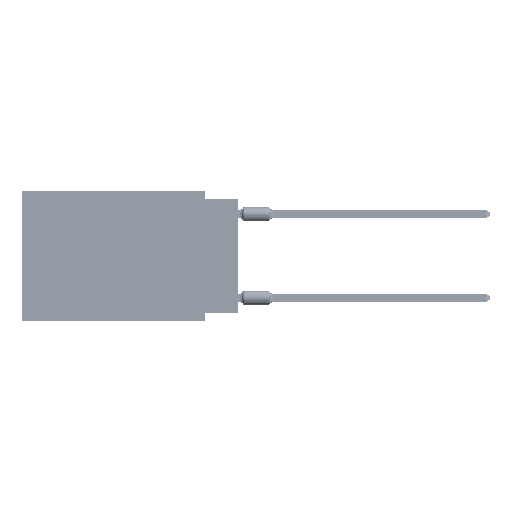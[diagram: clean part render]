
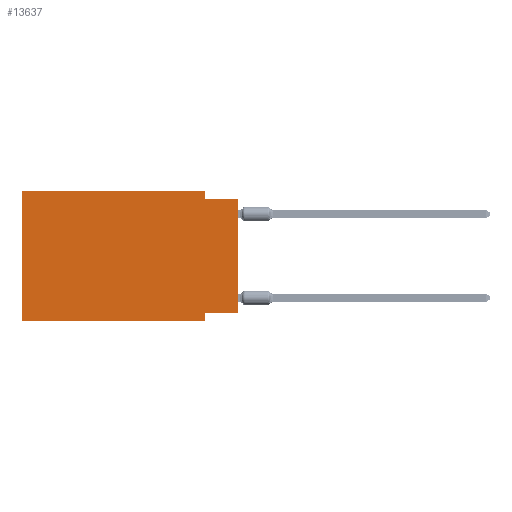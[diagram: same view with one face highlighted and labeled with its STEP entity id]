
A CAD part, left-side view. The second image highlights one B-rep face of the part: STEP entity #13637.
In plain terms, the highlighted planar face has unit normal (-1, 0, 0).
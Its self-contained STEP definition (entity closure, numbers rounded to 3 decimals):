
#888 = VERTEX_POINT ( 'NONE', #38933 ) ;
#1142 = CARTESIAN_POINT ( 'NONE',  ( 0., 16.383, 0. ) ) ;
#1329 = CARTESIAN_POINT ( 'NONE',  ( 0., 16.383, 0. ) ) ;
#1490 = VERTEX_POINT ( 'NONE', #2529 ) ;
#2379 = EDGE_CURVE ( 'NONE', #2704, #25604, #60039, .T. ) ;
#2529 = CARTESIAN_POINT ( 'NONE',  ( 0., 0., -0.635 ) ) ;
#2704 = VERTEX_POINT ( 'NONE', #1142 ) ;
#5839 = ORIENTED_EDGE ( 'NONE', *, *, #45865, .F. ) ;
#5921 = VERTEX_POINT ( 'NONE', #36378 ) ;
#7859 = DIRECTION ( 'NONE',  ( 0., 1., 0. ) ) ;
#7867 = PLANE ( 'NONE',  #28489 ) ;
#8706 = ORIENTED_EDGE ( 'NONE', *, *, #20039, .F. ) ;
#9159 = EDGE_CURVE ( 'NONE', #5921, #1490, #64852, .T. ) ;
#9718 = CARTESIAN_POINT ( 'NONE',  ( 0., 2.54, 0. ) ) ;
#11825 = VERTEX_POINT ( 'NONE', #29517 ) ;
#12606 = LINE ( 'NONE', #59894, #69107 ) ;
#13305 = ORIENTED_EDGE ( 'NONE', *, *, #37490, .F. ) ;
#13547 = DIRECTION ( 'NONE',  ( 0., -1., 0. ) ) ;
#13637 = ADVANCED_FACE ( 'NONE', ( #42125 ), #7867, .F. ) ;
#17557 = DIRECTION ( 'NONE',  ( 0., 0., 1. ) ) ;
#18392 = VECTOR ( 'NONE', #56644, 1000. ) ;
#18905 = CARTESIAN_POINT ( 'NONE',  ( 0., 16.383, 0. ) ) ;
#19293 = CARTESIAN_POINT ( 'NONE',  ( 0., 16.383, -9.906 ) ) ;
#20039 = EDGE_CURVE ( 'NONE', #66662, #1490, #25088, .T. ) ;
#24181 = EDGE_LOOP ( 'NONE', ( #75238, #8706, #71130, #55528, #5839, #42600, #13305, #25970 ) ) ;
#24605 = EDGE_CURVE ( 'NONE', #5921, #11825, #60535, .T. ) ;
#25088 = LINE ( 'NONE', #54319, #64610 ) ;
#25604 = VERTEX_POINT ( 'NONE', #33309 ) ;
#25742 = VECTOR ( 'NONE', #7859, 1000. ) ;
#25970 = ORIENTED_EDGE ( 'NONE', *, *, #24605, .F. ) ;
#26204 = DIRECTION ( 'NONE',  ( 0., -1., 0. ) ) ;
#28489 = AXIS2_PLACEMENT_3D ( 'NONE', #1329, #72091, #36732 ) ;
#29474 = CARTESIAN_POINT ( 'NONE',  ( 0., 0., 0. ) ) ;
#29517 = CARTESIAN_POINT ( 'NONE',  ( 0., 2.54, -9.271 ) ) ;
#32348 = CARTESIAN_POINT ( 'NONE',  ( 0., 2.54, -9.906 ) ) ;
#33181 = LINE ( 'NONE', #9718, #18392 ) ;
#33309 = CARTESIAN_POINT ( 'NONE',  ( 0., 2.54, 0. ) ) ;
#33867 = VECTOR ( 'NONE', #47359, 1000. ) ;
#36378 = CARTESIAN_POINT ( 'NONE',  ( 0., 0., -9.271 ) ) ;
#36393 = VECTOR ( 'NONE', #55815, 1000. ) ;
#36732 = DIRECTION ( 'NONE',  ( 0., 0., -1. ) ) ;
#37371 = LINE ( 'NONE', #19293, #61967 ) ;
#37490 = EDGE_CURVE ( 'NONE', #11825, #55328, #44275, .T. ) ;
#38933 = CARTESIAN_POINT ( 'NONE',  ( 0., 16.383, -9.906 ) ) ;
#41825 = VECTOR ( 'NONE', #17557, 1000. ) ;
#42125 = FACE_OUTER_BOUND ( 'NONE', #24181, .T. ) ;
#42600 = ORIENTED_EDGE ( 'NONE', *, *, #49394, .T. ) ;
#44275 = LINE ( 'NONE', #32348, #36393 ) ;
#45865 = EDGE_CURVE ( 'NONE', #888, #2704, #12606, .T. ) ;
#47359 = DIRECTION ( 'NONE',  ( 0., -1., 0. ) ) ;
#48089 = CARTESIAN_POINT ( 'NONE',  ( 0., 2.54, -0.635 ) ) ;
#49394 = EDGE_CURVE ( 'NONE', #888, #55328, #37371, .T. ) ;
#54319 = CARTESIAN_POINT ( 'NONE',  ( 0., 0., -0.635 ) ) ;
#55328 = VERTEX_POINT ( 'NONE', #66756 ) ;
#55528 = ORIENTED_EDGE ( 'NONE', *, *, #2379, .F. ) ;
#55815 = DIRECTION ( 'NONE',  ( 0., 0., -1. ) ) ;
#56644 = DIRECTION ( 'NONE',  ( 0., 0., -1. ) ) ;
#59031 = CARTESIAN_POINT ( 'NONE',  ( 0., 0., -9.271 ) ) ;
#59894 = CARTESIAN_POINT ( 'NONE',  ( 0., 16.383, 0. ) ) ;
#60039 = LINE ( 'NONE', #18905, #33867 ) ;
#60535 = LINE ( 'NONE', #59031, #25742 ) ;
#61967 = VECTOR ( 'NONE', #26204, 1000. ) ;
#64525 = DIRECTION ( 'NONE',  ( 0., 0., 1. ) ) ;
#64610 = VECTOR ( 'NONE', #13547, 1000. ) ;
#64852 = LINE ( 'NONE', #29474, #41825 ) ;
#66662 = VERTEX_POINT ( 'NONE', #48089 ) ;
#66756 = CARTESIAN_POINT ( 'NONE',  ( 0., 2.54, -9.906 ) ) ;
#69107 = VECTOR ( 'NONE', #64525, 1000. ) ;
#71130 = ORIENTED_EDGE ( 'NONE', *, *, #72496, .F. ) ;
#72091 = DIRECTION ( 'NONE',  ( 1., 0., 0. ) ) ;
#72496 = EDGE_CURVE ( 'NONE', #25604, #66662, #33181, .T. ) ;
#75238 = ORIENTED_EDGE ( 'NONE', *, *, #9159, .T. ) ;
